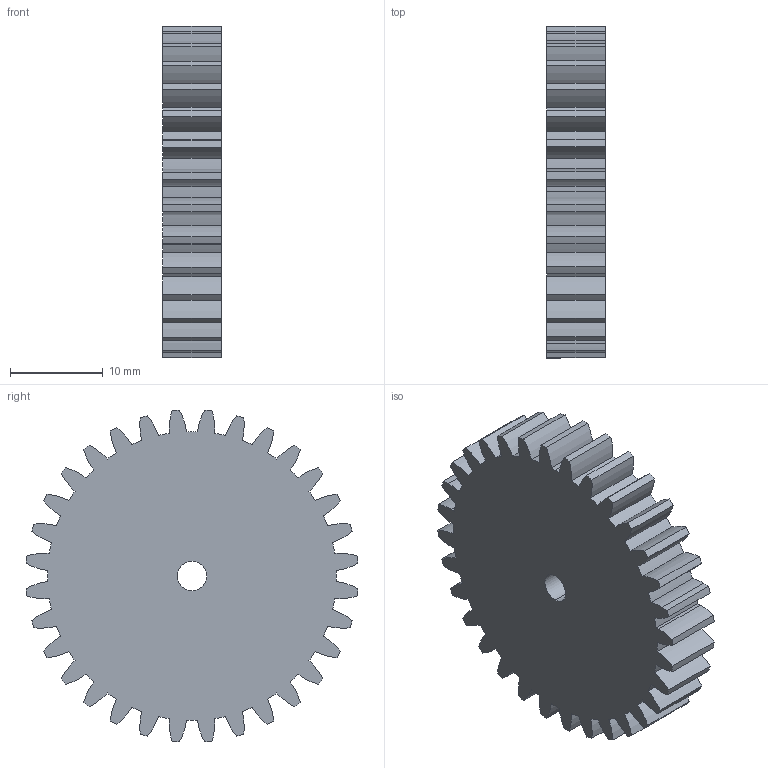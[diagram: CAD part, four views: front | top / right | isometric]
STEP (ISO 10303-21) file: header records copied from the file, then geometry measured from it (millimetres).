
FILE_DESCRIPTION (( 'STEP AP214' ), '1' );
FILE_NAME ('32T 24DP Gear.STEP', '2025-02-11T19:53:04', ( '' ), ( '' ), 'SwSTEP 2.0', 'SolidWorks 2024', '' );
FILE_SCHEMA (( 'AUTOMOTIVE_DESIGN' ));
Length unit declared in the file: inch
Products named in the file (1): 32T 24DP Gear
Bounding box: 6.35 x 35.88 x 35.88 mm (x, y, z)
Volume: 5536.2 mm3; surface area: 3216.6 mm2
Topology: 1 solids, 1 shells, 137 faces, 405 edges, 270 vertices
Faces by surface type: cylinder 135, plane 2
Entity records: 4780 total; most frequent: DIRECTION 951, CARTESIAN_POINT 813, ORIENTED_EDGE 810, AXIS2_PLACEMENT_3D 408, EDGE_CURVE 405, VERTEX_POINT 270, CIRCLE 270, EDGE_LOOP 139
